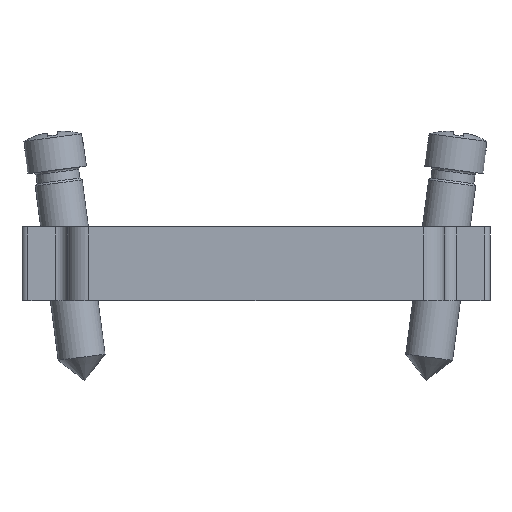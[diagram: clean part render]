
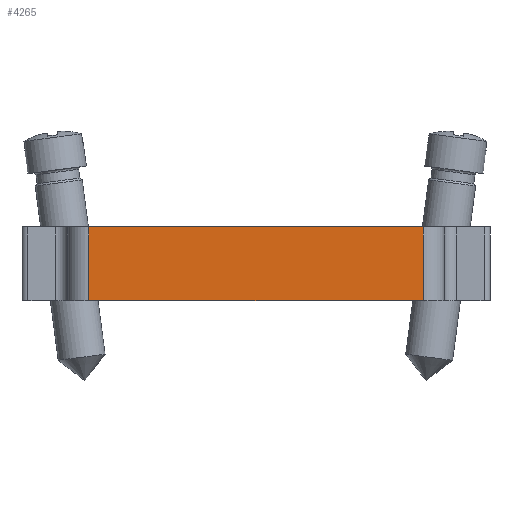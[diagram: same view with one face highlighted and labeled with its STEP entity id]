
A CAD part, front view. The second image highlights one B-rep face of the part: STEP entity #4265.
In plain terms, the highlighted planar face has unit normal (0, -1, 0).
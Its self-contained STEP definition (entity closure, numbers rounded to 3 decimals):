
#1650=CARTESIAN_POINT('',(-13.333,-4.857,6.25));
#1651=VERTEX_POINT('',#1650);
#1659=CARTESIAN_POINT('',(14.967,-4.857,6.25));
#1660=VERTEX_POINT('',#1659);
#1661=CARTESIAN_POINT('',(14.967,-4.857,6.25));
#1662=DIRECTION('',(-1.0,0.0,0.0));
#1663=VECTOR('',#1662,28.3);
#1664=LINE('',#1661,#1663);
#1665=EDGE_CURVE('',#1660,#1651,#1664,.T.);
#3165=CARTESIAN_POINT('',(14.967,-4.857,0.0));
#3166=VERTEX_POINT('',#3165);
#3174=CARTESIAN_POINT('',(-13.333,-4.857,0.0));
#3175=VERTEX_POINT('',#3174);
#3176=CARTESIAN_POINT('',(-13.333,-4.857,0.0));
#3177=DIRECTION('',(1.0,0.0,0.0));
#3178=VECTOR('',#3177,28.3);
#3179=LINE('',#3176,#3178);
#3180=EDGE_CURVE('',#3175,#3166,#3179,.T.);
#4238=CARTESIAN_POINT('',(14.967,-4.857,0.0));
#4239=DIRECTION('',(0.0,0.0,1.0));
#4240=VECTOR('',#4239,6.25);
#4241=LINE('',#4238,#4240);
#4242=EDGE_CURVE('',#3166,#1660,#4241,.T.);
#4249=CARTESIAN_POINT('',(14.967,-4.857,0.0));
#4250=DIRECTION('',(0.0,-1.0,0.0));
#4251=DIRECTION('',(0.0,0.0,-1.0));
#4252=AXIS2_PLACEMENT_3D('',#4249,#4250,#4251);
#4253=PLANE('',#4252);
#4254=ORIENTED_EDGE('',*,*,#1665,.T.);
#4255=CARTESIAN_POINT('',(-13.333,-4.857,0.0));
#4256=DIRECTION('',(0.0,0.0,1.0));
#4257=VECTOR('',#4256,6.25);
#4258=LINE('',#4255,#4257);
#4259=EDGE_CURVE('',#3175,#1651,#4258,.T.);
#4260=ORIENTED_EDGE('',*,*,#4259,.F.);
#4261=ORIENTED_EDGE('',*,*,#3180,.T.);
#4262=ORIENTED_EDGE('',*,*,#4242,.T.);
#4263=EDGE_LOOP('',(#4254,#4260,#4261,#4262));
#4264=FACE_OUTER_BOUND('',#4263,.T.);
#4265=ADVANCED_FACE('',(#4264),#4253,.T.);
